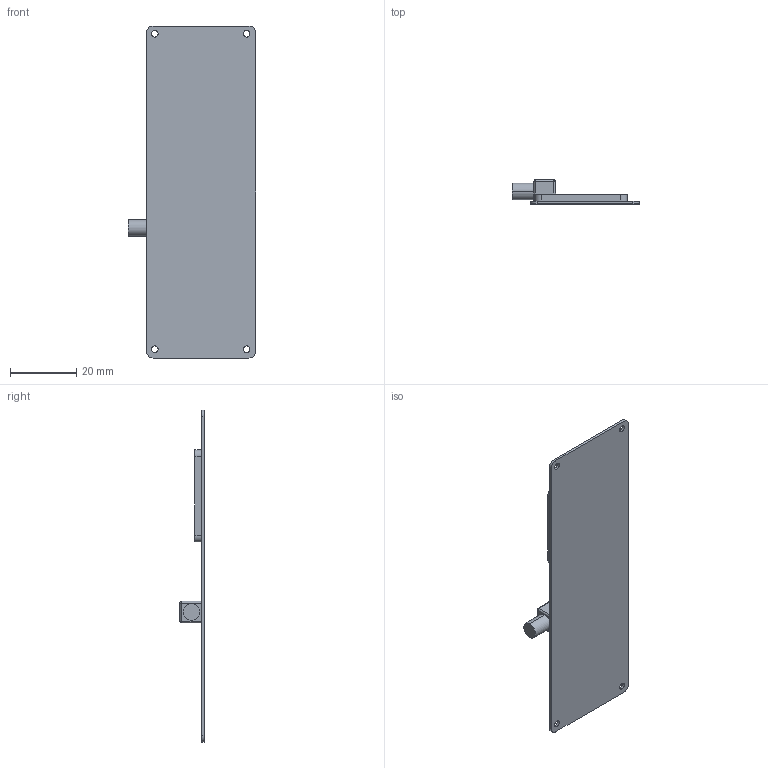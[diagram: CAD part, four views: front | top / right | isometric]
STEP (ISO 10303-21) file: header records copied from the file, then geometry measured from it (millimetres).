
FILE_DESCRIPTION (( 'STEP AP214' ), '1' );
FILE_NAME ('LILYGO FC.STEP', '2022-02-07T09:33:17', ( '' ), ( '' ), 'SwSTEP 2.0', 'SolidWorks 2021', '' );
FILE_SCHEMA (( 'AUTOMOTIVE_DESIGN' ));
Length unit declared in the file: millimetre
Products named in the file (1): LILYGO FC
Bounding box: 38.34 x 7.28 x 100.13 mm (x, y, z)
Volume: 4498.5 mm3; surface area: 7254.8 mm2
Topology: 1 solids, 1 shells, 47 faces, 118 edges, 72 vertices
Faces by surface type: cylinder 26, plane 17, sphere 4
Entity records: 1753 total; most frequent: DIRECTION 262, CARTESIAN_POINT 234, ORIENTED_EDGE 228, EDGE_CURVE 114, AXIS2_PLACEMENT_3D 100, VERTEX_POINT 72, LINE 62, VECTOR 62
